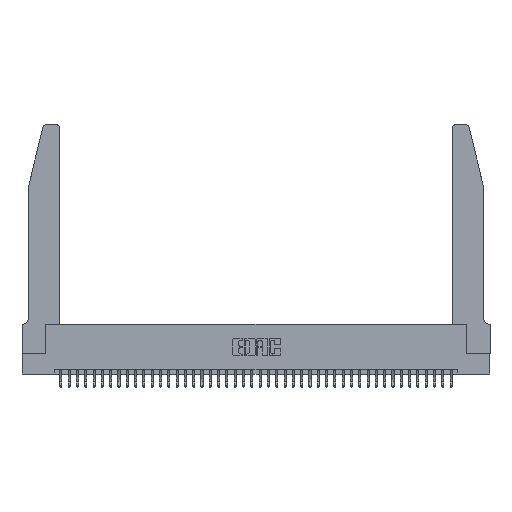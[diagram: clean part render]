
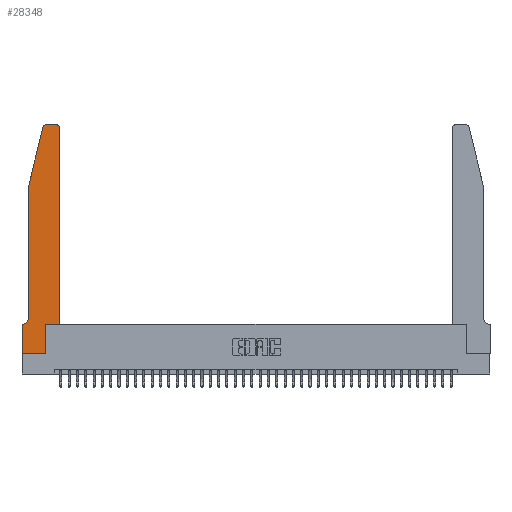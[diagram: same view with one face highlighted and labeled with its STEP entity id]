
A CAD part, top view. The second image highlights one B-rep face of the part: STEP entity #28348.
In plain terms, the highlighted planar face has unit normal (0, 0, 1).
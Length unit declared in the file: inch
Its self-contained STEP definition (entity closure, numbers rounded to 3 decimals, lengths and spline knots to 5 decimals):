
#598 = VECTOR ( 'NONE', #38636, 39.37008 ) ;
#738 = ORIENTED_EDGE ( 'NONE', *, *, #1778, .T. ) ;
#1778 = EDGE_CURVE ( 'NONE', #2229, #36333, #20135, .T. ) ;
#2138 = CARTESIAN_POINT ( 'NONE',  ( 0.4505, 0.35, 0.37 ) ) ;
#2229 = VERTEX_POINT ( 'NONE', #10965 ) ;
#2249 = CARTESIAN_POINT ( 'NONE',  ( 0.4205, 2.72, 0.37 ) ) ;
#2620 = ORIENTED_EDGE ( 'NONE', *, *, #36466, .T. ) ;
#2646 = DIRECTION ( 'NONE',  ( 1., 0., 0. ) ) ;
#3208 = VECTOR ( 'NONE', #29409, 39.37008 ) ;
#3416 = DIRECTION ( 'NONE',  ( 1., 0., 0. ) ) ;
#3660 = AXIS2_PLACEMENT_3D ( 'NONE', #2249, #24921, #5597 ) ;
#3872 = EDGE_CURVE ( 'NONE', #7724, #24231, #38478, .T. ) ;
#4982 = LINE ( 'NONE', #2138, #38218 ) ;
#5314 = AXIS2_PLACEMENT_3D ( 'NONE', #34951, #15757, #38167 ) ;
#5481 = DIRECTION ( 'NONE',  ( 1., 0., 0. ) ) ;
#5597 = DIRECTION ( 'NONE',  ( 1., 0., 0. ) ) ;
#5736 = DIRECTION ( 'NONE',  ( -1., 0., 0. ) ) ;
#6657 = VERTEX_POINT ( 'NONE', #20838 ) ;
#6726 = CARTESIAN_POINT ( 'NONE',  ( 0.2605, 2.75, 0.37 ) ) ;
#7262 = CARTESIAN_POINT ( 'NONE',  ( 0.2865, 0., 0.37 ) ) ;
#7301 = EDGE_CURVE ( 'NONE', #38099, #6657, #40834, .T. ) ;
#7724 = VERTEX_POINT ( 'NONE', #29321 ) ;
#8156 = AXIS2_PLACEMENT_3D ( 'NONE', #33528, #14323, #36735 ) ;
#8784 = LINE ( 'NONE', #18882, #40933 ) ;
#10257 = CARTESIAN_POINT ( 'NONE',  ( 0.0755, 2., 0.37 ) ) ;
#10965 = CARTESIAN_POINT ( 'NONE',  ( 0.0055, 0.35, 0.37 ) ) ;
#11795 = ORIENTED_EDGE ( 'NONE', *, *, #23623, .T. ) ;
#11919 = LINE ( 'NONE', #6726, #3208 ) ;
#11952 = EDGE_LOOP ( 'NONE', ( #2620, #41165, #37010, #30934, #11795, #738, #40749, #32581, #21571, #27333, #12387, #37505 ) ) ;
#12203 = EDGE_CURVE ( 'NONE', #36333, #22906, #26524, .T. ) ;
#12269 = CARTESIAN_POINT ( 'NONE',  ( 0., 0., 0.37 ) ) ;
#12387 = ORIENTED_EDGE ( 'NONE', *, *, #27063, .T. ) ;
#13815 = CARTESIAN_POINT ( 'NONE',  ( 0.4505, 0.35, 0.37 ) ) ;
#13841 = VECTOR ( 'NONE', #27871, 39.37008 ) ;
#13916 = VECTOR ( 'NONE', #29554, 39.37008 ) ;
#14323 = DIRECTION ( 'NONE',  ( 0., 0., 1. ) ) ;
#15516 = VECTOR ( 'NONE', #27942, 39.37008 ) ;
#15757 = DIRECTION ( 'NONE',  ( 0., 0., -1. ) ) ;
#15915 = LINE ( 'NONE', #13815, #33954 ) ;
#18882 = CARTESIAN_POINT ( 'NONE',  ( 0., 0., 0.37 ) ) ;
#19280 = AXIS2_PLACEMENT_3D ( 'NONE', #38801, #22823, #3416 ) ;
#19462 = CARTESIAN_POINT ( 'NONE',  ( 0., 0., 0.37 ) ) ;
#20065 = EDGE_CURVE ( 'NONE', #21663, #35189, #24045, .T. ) ;
#20135 = LINE ( 'NONE', #28303, #37156 ) ;
#20454 = CARTESIAN_POINT ( 'NONE',  ( 0.284, 2.75, 0.37 ) ) ;
#20838 = CARTESIAN_POINT ( 'NONE',  ( 0.25487, 2.72718, 0.37 ) ) ;
#21426 = CARTESIAN_POINT ( 'NONE',  ( 0.0755, 2., 0.37 ) ) ;
#21571 = ORIENTED_EDGE ( 'NONE', *, *, #20065, .T. ) ;
#21663 = VERTEX_POINT ( 'NONE', #7262 ) ;
#22823 = DIRECTION ( 'NONE',  ( 0., 0., 1. ) ) ;
#22906 = VERTEX_POINT ( 'NONE', #12269 ) ;
#23623 = EDGE_CURVE ( 'NONE', #24231, #2229, #33756, .T. ) ;
#24045 = LINE ( 'NONE', #31163, #15516 ) ;
#24231 = VERTEX_POINT ( 'NONE', #38405 ) ;
#24921 = DIRECTION ( 'NONE',  ( 0., 0., 1. ) ) ;
#26524 = LINE ( 'NONE', #19462, #598 ) ;
#27063 = EDGE_CURVE ( 'NONE', #34103, #40725, #15915, .T. ) ;
#27249 = VERTEX_POINT ( 'NONE', #34704 ) ;
#27280 = EDGE_CURVE ( 'NONE', #22906, #21663, #8784, .T. ) ;
#27333 = ORIENTED_EDGE ( 'NONE', *, *, #33490, .T. ) ;
#27871 = DIRECTION ( 'NONE',  ( -0.239, -0.971, 0. ) ) ;
#27942 = DIRECTION ( 'NONE',  ( 0., 1., 0. ) ) ;
#28303 = CARTESIAN_POINT ( 'NONE',  ( 0.0755, 0.35, 0.37 ) ) ;
#28348 = ADVANCED_FACE ( 'NONE', ( #35843 ), #40049, .T. ) ;
#28828 = CARTESIAN_POINT ( 'NONE',  ( 0.4505, 2.72, 0.37 ) ) ;
#29321 = CARTESIAN_POINT ( 'NONE',  ( 0.0755, 2., 0.37 ) ) ;
#29409 = DIRECTION ( 'NONE',  ( -1., 0., 0. ) ) ;
#29554 = DIRECTION ( 'NONE',  ( 0., -1., 0. ) ) ;
#29656 = CARTESIAN_POINT ( 'NONE',  ( 0.2865, 0.35, 0.37 ) ) ;
#30545 = EDGE_CURVE ( 'NONE', #6657, #7724, #31906, .T. ) ;
#30934 = ORIENTED_EDGE ( 'NONE', *, *, #3872, .T. ) ;
#31163 = CARTESIAN_POINT ( 'NONE',  ( 0.2865, 0.35, 0.37 ) ) ;
#31906 = LINE ( 'NONE', #21426, #13841 ) ;
#32581 = ORIENTED_EDGE ( 'NONE', *, *, #27280, .T. ) ;
#33019 = DIRECTION ( 'NONE',  ( 0., 1., 0. ) ) ;
#33490 = EDGE_CURVE ( 'NONE', #35189, #34103, #4982, .T. ) ;
#33528 = CARTESIAN_POINT ( 'NONE',  ( 0.284, 2.72, 0.37 ) ) ;
#33756 = CIRCLE ( 'NONE', #5314, 0.07 ) ;
#33954 = VECTOR ( 'NONE', #33019, 39.37008 ) ;
#34103 = VERTEX_POINT ( 'NONE', #38616 ) ;
#34704 = CARTESIAN_POINT ( 'NONE',  ( 0.4205, 2.75, 0.37 ) ) ;
#34951 = CARTESIAN_POINT ( 'NONE',  ( 0.0055, 0.42, 0.37 ) ) ;
#35189 = VERTEX_POINT ( 'NONE', #29656 ) ;
#35843 = FACE_OUTER_BOUND ( 'NONE', #11952, .T. ) ;
#36178 = EDGE_CURVE ( 'NONE', #40725, #27249, #39053, .T. ) ;
#36333 = VERTEX_POINT ( 'NONE', #41560 ) ;
#36466 = EDGE_CURVE ( 'NONE', #27249, #38099, #11919, .T. ) ;
#36735 = DIRECTION ( 'NONE',  ( 1., 0., 0. ) ) ;
#37010 = ORIENTED_EDGE ( 'NONE', *, *, #30545, .T. ) ;
#37156 = VECTOR ( 'NONE', #5736, 39.37008 ) ;
#37505 = ORIENTED_EDGE ( 'NONE', *, *, #36178, .T. ) ;
#38099 = VERTEX_POINT ( 'NONE', #20454 ) ;
#38167 = DIRECTION ( 'NONE',  ( -1., 0., 0. ) ) ;
#38218 = VECTOR ( 'NONE', #5481, 39.37008 ) ;
#38405 = CARTESIAN_POINT ( 'NONE',  ( 0.0755, 0.42, 0.37 ) ) ;
#38478 = LINE ( 'NONE', #10257, #13916 ) ;
#38616 = CARTESIAN_POINT ( 'NONE',  ( 0.4505, 0.35, 0.37 ) ) ;
#38636 = DIRECTION ( 'NONE',  ( 0., -1., 0. ) ) ;
#38801 = CARTESIAN_POINT ( 'NONE',  ( 0., 0.35, 0.37 ) ) ;
#39053 = CIRCLE ( 'NONE', #3660, 0.03 ) ;
#40049 = PLANE ( 'NONE',  #19280 ) ;
#40725 = VERTEX_POINT ( 'NONE', #28828 ) ;
#40749 = ORIENTED_EDGE ( 'NONE', *, *, #12203, .T. ) ;
#40834 = CIRCLE ( 'NONE', #8156, 0.03 ) ;
#40933 = VECTOR ( 'NONE', #2646, 39.37008 ) ;
#41165 = ORIENTED_EDGE ( 'NONE', *, *, #7301, .T. ) ;
#41560 = CARTESIAN_POINT ( 'NONE',  ( 0., 0.35, 0.37 ) ) ;
